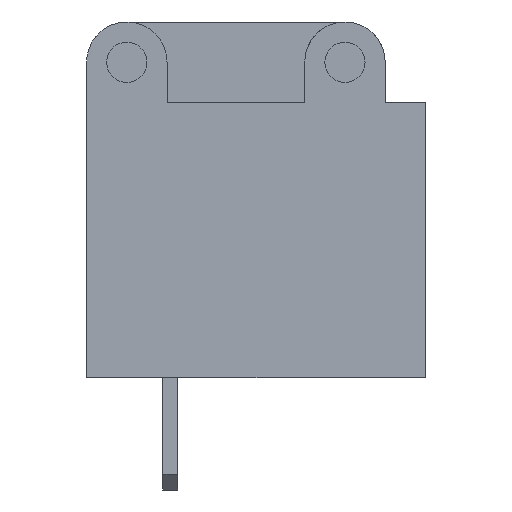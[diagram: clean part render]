
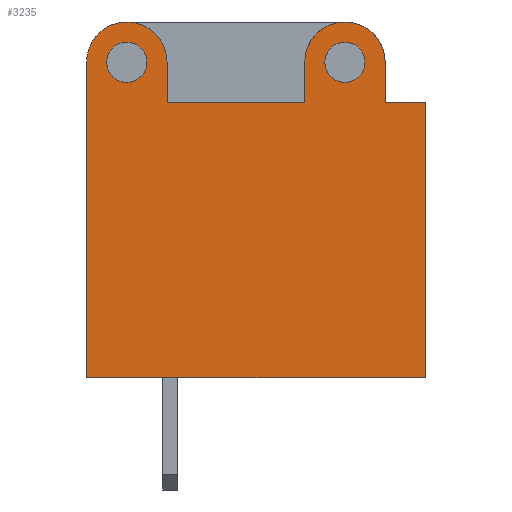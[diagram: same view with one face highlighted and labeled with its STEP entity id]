
A CAD part, left-side view. The second image highlights one B-rep face of the part: STEP entity #3235.
In plain terms, the highlighted planar face has unit normal (-1, 0, 0).
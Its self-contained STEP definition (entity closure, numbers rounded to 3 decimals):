
#13=DIRECTION('',(0.,0.,1.));
#22=VERTEX_POINT('',#23);
#23=CARTESIAN_POINT('',(-5.5,-12.05,0.));
#28=DIRECTION('',(1.,0.,0.));
#30=EDGE_CURVE('',#22,#31,#33,.T.);
#31=VERTEX_POINT('',#32);
#32=CARTESIAN_POINT('',(-5.5,-12.05,13.));
#33=LINE('',#23,#34);
#34=VECTOR('',#13,1.);
#58=VECTOR('',#59,1.);
#59=DIRECTION('',(0.,0.,-1.));
#467=DIRECTION('',(0.,1.,0.));
#472=EDGE_CURVE('',#473,#22,#475,.T.);
#473=VERTEX_POINT('',#474);
#474=CARTESIAN_POINT('',(-5.5,3.95,0.));
#475=LINE('',#474,#476);
#476=VECTOR('',#477,1.);
#477=DIRECTION('',(0.,-1.,0.));
#489=DIRECTION('',(-1.,0.,0.));
#1548=VECTOR('',#1549,1.);
#1549=DIRECTION('',(0.,0.,-1.));
#3228=VERTEX_POINT('',#3229);
#3229=CARTESIAN_POINT('',(-5.5,-10.15,13.));
#3231=ORIENTED_EDGE('',*,*,#3232,.T.);
#3232=EDGE_CURVE('',#3228,#31,#3233,.T.);
#3233=LINE('',#3234,#476);
#3234=CARTESIAN_POINT('',(-5.5,3.95,13.));
#3235=ADVANCED_FACE('',(#3236,#3276,#3284),#3292,.F.);
#3236=FACE_BOUND('',#3237,.F.);
#3237=EDGE_LOOP('',(#3238,#3243,#3250,#3255,#3259,#3264,#3271,#3231,#3274,#3275));
#3238=ORIENTED_EDGE('',*,*,#3239,.F.);
#3239=EDGE_CURVE('',#3240,#473,#3242,.T.);
#3240=VERTEX_POINT('',#3241);
#3241=CARTESIAN_POINT('',(-5.5,3.95,14.9));
#3242=LINE('',#3241,#58);
#3243=ORIENTED_EDGE('',*,*,#3244,.T.);
#3244=EDGE_CURVE('',#3240,#3245,#3247,.T.);
#3245=VERTEX_POINT('',#3246);
#3246=CARTESIAN_POINT('',(-5.5,0.15,14.9));
#3247=CIRCLE('',#3248,1.9);
#3248=AXIS2_PLACEMENT_3D('',#3249,#28,#467);
#3249=CARTESIAN_POINT('',(-5.5,2.05,14.9));
#3250=ORIENTED_EDGE('',*,*,#3251,.T.);
#3251=EDGE_CURVE('',#3245,#3252,#3254,.T.);
#3252=VERTEX_POINT('',#3253);
#3253=CARTESIAN_POINT('',(-5.5,0.15,13.));
#3254=LINE('',#3246,#1548);
#3255=ORIENTED_EDGE('',*,*,#3256,.T.);
#3256=EDGE_CURVE('',#3252,#3257,#3233,.T.);
#3257=VERTEX_POINT('',#3258);
#3258=CARTESIAN_POINT('',(-5.5,-6.35,13.));
#3259=ORIENTED_EDGE('',*,*,#3260,.T.);
#3260=EDGE_CURVE('',#3257,#3261,#3263,.T.);
#3261=VERTEX_POINT('',#3262);
#3262=CARTESIAN_POINT('',(-5.5,-6.35,14.9));
#3263=LINE('',#3258,#34);
#3264=ORIENTED_EDGE('',*,*,#3265,.T.);
#3265=EDGE_CURVE('',#3261,#3266,#3268,.T.);
#3266=VERTEX_POINT('',#3267);
#3267=CARTESIAN_POINT('',(-5.5,-10.15,14.9));
#3268=CIRCLE('',#3269,1.9);
#3269=AXIS2_PLACEMENT_3D('',#3270,#28,#467);
#3270=CARTESIAN_POINT('',(-5.5,-8.25,14.9));
#3271=ORIENTED_EDGE('',*,*,#3272,.T.);
#3272=EDGE_CURVE('',#3266,#3228,#3273,.T.);
#3273=LINE('',#3267,#1548);
#3274=ORIENTED_EDGE('',*,*,#30,.F.);
#3275=ORIENTED_EDGE('',*,*,#472,.F.);
#3276=FACE_BOUND('',#3277,.F.);
#3277=EDGE_LOOP('',(#3278));
#3278=ORIENTED_EDGE('',*,*,#3279,.T.);
#3279=EDGE_CURVE('',#3280,#3280,#3282,.T.);
#3280=VERTEX_POINT('',#3281);
#3281=CARTESIAN_POINT('',(-5.5,1.1,14.9));
#3282=CIRCLE('',#3283,0.95);
#3283=AXIS2_PLACEMENT_3D('',#3249,#489,#477);
#3284=FACE_BOUND('',#3285,.F.);
#3285=EDGE_LOOP('',(#3286));
#3286=ORIENTED_EDGE('',*,*,#3287,.T.);
#3287=EDGE_CURVE('',#3288,#3288,#3290,.T.);
#3288=VERTEX_POINT('',#3289);
#3289=CARTESIAN_POINT('',(-5.5,-9.2,14.9));
#3290=CIRCLE('',#3291,0.95);
#3291=AXIS2_PLACEMENT_3D('',#3270,#489,#477);
#3292=PLANE('',#3293);
#3293=AXIS2_PLACEMENT_3D('',#474,#28,#477);
